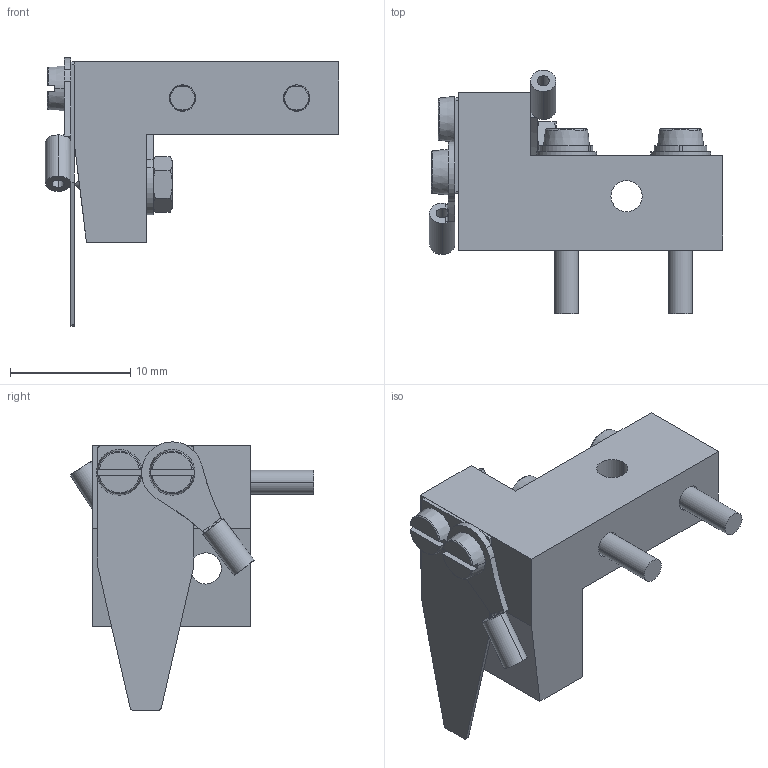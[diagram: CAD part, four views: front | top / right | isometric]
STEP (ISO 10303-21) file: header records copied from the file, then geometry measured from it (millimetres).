
FILE_DESCRIPTION (( 'STEP AP214' ), '1' );
FILE_NAME ('363-SWITCH-4-03.STEP', '2020-04-09T13:13:39', ( '' ), ( '' ), 'SwSTEP 2.0', 'SolidWorks 2017', '' );
FILE_SCHEMA (( 'AUTOMOTIVE_DESIGN' ));
Length unit declared in the file: millimetre
Products named in the file (10): 9363-SWITCH-4-1_9363-SWITCH-4-1-GP; Hexagon Nut ISO 4032 - M2 - D - N_Hexagon Nut ISO 4032 - M2 - D - N; 9360-Ring-X-X_9360-Ring-1.0-M2; ISO 7434 - M2 x 8-N_ISO 7434 - M2 x 8-N; 363-SWITCH-4-03; Washer DIN 125 - A 2.2_Washer DIN 125 - A 2.2; ISO 1207 - M2 x 6 --- 6N_ISO 1207 - M2 x 6 --- 6N; ISO 1207 - M2 x 14 --- 14C_ISO 1207 - M2 x 14 --- 14C; Spring washer DIN 128 - A2_Spring washer DIN 128 - A2; 9363-SWITCH-4-2
Assembly tree (14 placements, depth 2):
  363-SWITCH-4-03
    9363-SWITCH-4-2
    9363-SWITCH-4-1_9363-SWITCH-4-1-GP
    Washer DIN 125 - A 2.2_Washer DIN 125 - A 2.2  x2
    Spring washer DIN 128 - A2_Spring washer DIN 128 - A2  x2
    ISO 1207 - M2 x 14 --- 14C_ISO 1207 - M2 x 14 --- 14C  x2
    ISO 1207 - M2 x 6 --- 6N_ISO 1207 - M2 x 6 --- 6N  x2
    Hexagon Nut ISO 4032 - M2 - D - N_Hexagon Nut ISO 4032 - M2 - D - N
    ISO 7434 - M2 x 8-N_ISO 7434 - M2 x 8-N
    9360-Ring-X-X_9360-Ring-1.0-M2  x2
Bounding box: 24.42 x 20.3 x 22.34 mm (x, y, z)
Volume: 2057.7 mm3; surface area: 2590.7 mm2
Topology: 14 solids, 14 shells, 201 faces, 485 edges, 312 vertices
Faces by surface type: plane 83, cylinder 74, cone 30, torus 12, bspline 2
Entity records: 5092 total; most frequent: CARTESIAN_POINT 1200, DIRECTION 739, ORIENTED_EDGE 682, EDGE_CURVE 341, AXIS2_PLACEMENT_3D 300, VERTEX_POINT 219, EDGE_LOOP 168, CIRCLE 143
